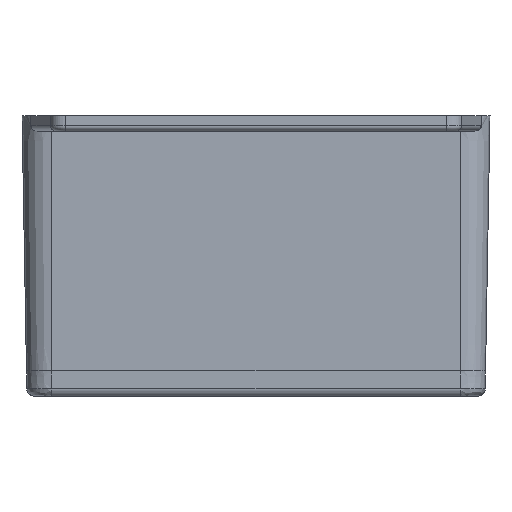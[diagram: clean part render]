
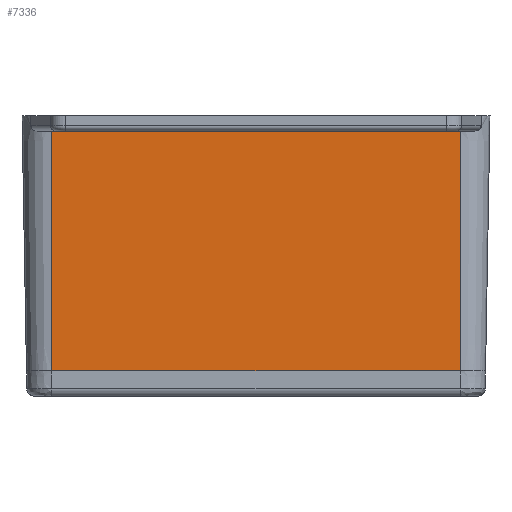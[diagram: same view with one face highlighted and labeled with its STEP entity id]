
A CAD part, left-side view. The second image highlights one B-rep face of the part: STEP entity #7336.
In plain terms, the highlighted planar face has unit normal (-1, 0, -0.018).
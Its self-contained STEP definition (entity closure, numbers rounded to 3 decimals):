
#796 = VECTOR ( 'NONE', #2274, 1000. ) ;
#1221 = CARTESIAN_POINT ( 'NONE',  ( -365.141, 2262.857, 46. ) ) ;
#1787 = VERTEX_POINT ( 'NONE', #3016 ) ;
#2000 = EDGE_CURVE ( 'NONE', #1787, #2797, #6953, .T. ) ;
#2268 = FACE_OUTER_BOUND ( 'NONE', #4025, .T. ) ;
#2274 = DIRECTION ( 'NONE',  ( 0.017, 0., -1. ) ) ;
#2797 = VERTEX_POINT ( 'NONE', #1221 ) ;
#2906 = ORIENTED_EDGE ( 'NONE', *, *, #8090, .F. ) ;
#3016 = CARTESIAN_POINT ( 'NONE',  ( -365.141, 2182.857, 46. ) ) ;
#3283 = VECTOR ( 'NONE', #8775, 1000. ) ;
#3803 = VECTOR ( 'NONE', #4034, 1000. ) ;
#4025 = EDGE_LOOP ( 'NONE', ( #5378, #7085, #6611, #2906 ) ) ;
#4034 = DIRECTION ( 'NONE',  ( 0., 1., 0. ) ) ;
#4927 = PLANE ( 'NONE',  #6400 ) ;
#5378 = ORIENTED_EDGE ( 'NONE', *, *, #5422, .F. ) ;
#5422 = EDGE_CURVE ( 'NONE', #1787, #6236, #5908, .T. ) ;
#5602 = CARTESIAN_POINT ( 'NONE',  ( -364.32, 2182.857, -1. ) ) ;
#5908 = LINE ( 'NONE', #10759, #3283 ) ;
#5909 = DIRECTION ( 'NONE',  ( -0.017, 0., 1. ) ) ;
#6132 = LINE ( 'NONE', #9907, #3803 ) ;
#6236 = VERTEX_POINT ( 'NONE', #5602 ) ;
#6400 = AXIS2_PLACEMENT_3D ( 'NONE', #10885, #11871, #5909 ) ;
#6611 = ORIENTED_EDGE ( 'NONE', *, *, #11512, .T. ) ;
#6953 = LINE ( 'NONE', #8313, #9919 ) ;
#7085 = ORIENTED_EDGE ( 'NONE', *, *, #2000, .T. ) ;
#7336 = ADVANCED_FACE ( 'NONE', ( #2268 ), #4927, .T. ) ;
#8090 = EDGE_CURVE ( 'NONE', #6236, #8528, #6132, .T. ) ;
#8212 = CARTESIAN_POINT ( 'NONE',  ( -364.32, 2262.857, -1. ) ) ;
#8313 = CARTESIAN_POINT ( 'NONE',  ( -365.141, 2222.857, 46. ) ) ;
#8418 = LINE ( 'NONE', #8212, #796 ) ;
#8528 = VERTEX_POINT ( 'NONE', #9014 ) ;
#8775 = DIRECTION ( 'NONE',  ( 0.017, 0., -1. ) ) ;
#9014 = CARTESIAN_POINT ( 'NONE',  ( -364.32, 2262.857, -1. ) ) ;
#9907 = CARTESIAN_POINT ( 'NONE',  ( -364.32, 2222.857, -1. ) ) ;
#9919 = VECTOR ( 'NONE', #12280, 1000. ) ;
#10759 = CARTESIAN_POINT ( 'NONE',  ( -364.32, 2182.857, -1. ) ) ;
#10885 = CARTESIAN_POINT ( 'NONE',  ( -364.32, 2222.857, -1. ) ) ;
#11512 = EDGE_CURVE ( 'NONE', #2797, #8528, #8418, .T. ) ;
#11871 = DIRECTION ( 'NONE',  ( -1., 0., -0.017 ) ) ;
#12280 = DIRECTION ( 'NONE',  ( 0., 1., 0. ) ) ;
